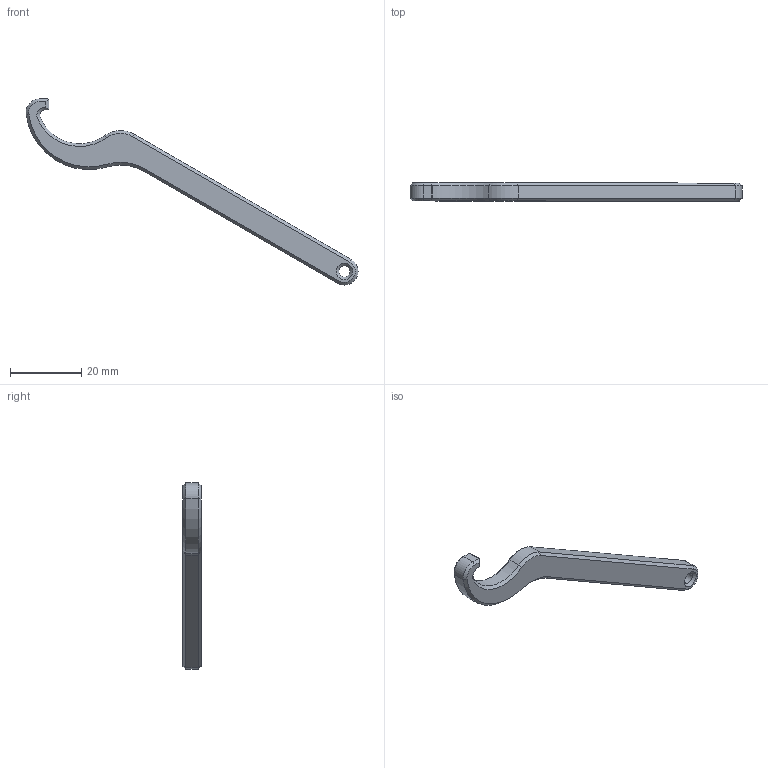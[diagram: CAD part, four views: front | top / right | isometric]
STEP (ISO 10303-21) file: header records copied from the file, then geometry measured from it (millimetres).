
FILE_DESCRIPTION(/* description */ (''),/* implementation_level */ '2;1');
FILE_NAME(/* name */ 'Collet Wrench_v6.step',/* time_stamp */ '2020-09-23T18:30:10-07:00',/* author */ (''),/* organization */ (''),/* preprocessor_version */ 'ST-DEVELOPER v18.1',/* originating_system */ 'Autodesk Translation Framework v9.3.0.1241',/* authorisation */ '');
FILE_SCHEMA (('AUTOMOTIVE_DESIGN { 1 0 10303 214 3 1 1 }'));
Length unit declared in the file: millimetre
Products named in the file (3): Simulation Model 1 - Study 1 - Static Stress; Simulation Model 1
Assembly tree (1 placements, depth 2):
  Simulation Model 1 - Study 1 - Static Stress
    Simulation Model 1
  Simulation Model 1 - Study 1 - Static Stress
Bounding box: 93.01 x 5.08 x 52.13 mm (x, y, z)
Volume: 3854.6 mm3; surface area: 2588.3 mm2
Topology: 1 solids, 1 shells, 43 faces, 101 edges, 60 vertices
Faces by surface type: plane 17, cone 16, cylinder 10
Full cylindrical faces by diameter (mm): 3.175 x1
Entity records: 1318 total; most frequent: DIRECTION 233, CARTESIAN_POINT 214, ORIENTED_EDGE 202, EDGE_CURVE 101, AXIS2_PLACEMENT_3D 87, VERTEX_POINT 60, LINE 59, VECTOR 59
